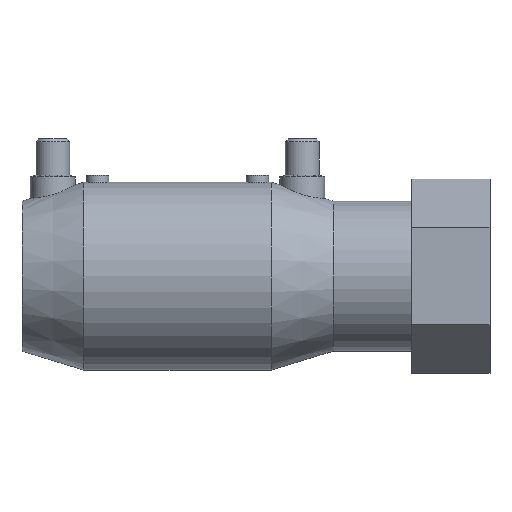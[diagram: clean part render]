
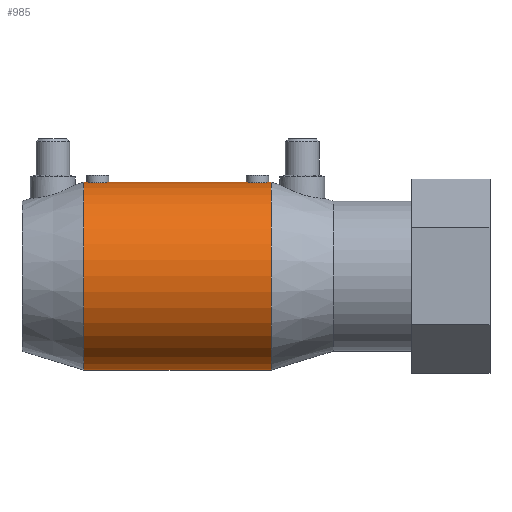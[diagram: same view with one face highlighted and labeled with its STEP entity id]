
A CAD part, top view. The second image highlights one B-rep face of the part: STEP entity #985.
In plain terms, the highlighted cylindrical face has radius 33.5 mm (diameter 67 mm), a partial arc.
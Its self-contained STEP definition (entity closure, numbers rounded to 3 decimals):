
#347 = VERTEX_POINT( '', #1009 );
#489 = EDGE_CURVE( '', #975, #535, #1171, .T. );
#535 = VERTEX_POINT( '', #1224 );
#667 = VERTEX_POINT( '', #1373 );
#687 = EDGE_CURVE( '', #975, #813, #1395, .T. );
#765 = EDGE_CURVE( '', #905, #347, #1481, .T. );
#793 = EDGE_CURVE( '', #667, #535, #1514, .T. );
#807 = EDGE_CURVE( '', #875, #873, #1529, .T. );
#813 = VERTEX_POINT( '', #1536 );
#867 = EDGE_CURVE( '', #347, #667, #1598, .T. );
#873 = VERTEX_POINT( '', #1605 );
#875 = VERTEX_POINT( '', #1607 );
#905 = VERTEX_POINT( '', #1640 );
#929 = EDGE_CURVE( '', #873, #905, #1665, .T. );
#955 = EDGE_CURVE( '', #813, #875, #1693, .T. );
#975 = VERTEX_POINT( '', #1714 );
#985 = ADVANCED_FACE( '', ( #1727 ), #1728, .T. );
#1009 = CARTESIAN_POINT( '', ( -24., 33.5, 0. ) );
#1171 = CIRCLE( '', #1949, 33.5 );
#1224 = CARTESIAN_POINT( '', ( -33., 33.5, 0. ) );
#1373 = CARTESIAN_POINT( '', ( -32., 33.5, 0. ) );
#1395 = LINE( '', #2374, #2375 );
#1481 = LINE( '', #2524, #2525 );
#1514 = LINE( '', #2571, #2572 );
#1529 = LINE( '', #2610, #2611 );
#1536 = CARTESIAN_POINT( '', ( 34., -33.5, 0. ) );
#1598 = B_SPLINE_CURVE_WITH_KNOTS( '', 3, ( #2697, #2698, #2699, #2700, #2701, #2702, #2703, #2704, #2705, #2706, #2707, #2708, #2709, #2710, #2711, #2712, #2713, #2714, #2715, #2716, #2717, #2718, #2719, #2720, #2721, #2722, #2723, #2724, #2725, #2726, #2727, #2728, #2729, #2730 ), .UNSPECIFIED., .F., .F., ( 4, 2, 2, 2, 2, 2, 2, 2, 2, 2, 2, 2, 2, 2, 2, 2, 4 ), ( 6.033, 6.787, 7.541, 8.296, 9.05, 9.804, 10.558, 11.312, 12.066, 12.82, 13.575, 14.329, 15.083, 15.837, 16.591, 17.345, 18.1 ), .UNSPECIFIED. );
#1605 = CARTESIAN_POINT( '', ( 33., 33.5, 0. ) );
#1607 = CARTESIAN_POINT( '', ( 34., 33.5, 0. ) );
#1640 = CARTESIAN_POINT( '', ( 25., 33.5, 0. ) );
#1665 = B_SPLINE_CURVE_WITH_KNOTS( '', 3, ( #2837, #2838, #2839, #2840, #2841, #2842, #2843, #2844, #2845, #2846, #2847, #2848, #2849, #2850, #2851, #2852, #2853, #2854, #2855, #2856, #2857, #2858, #2859, #2860, #2861, #2862, #2863, #2864, #2865, #2866, #2867, #2868, #2869, #2870 ), .UNSPECIFIED., .F., .F., ( 4, 2, 2, 2, 2, 2, 2, 2, 2, 2, 2, 2, 2, 2, 2, 2, 4 ), ( 6.033, 6.787, 7.541, 8.296, 9.05, 9.804, 10.558, 11.312, 12.066, 12.82, 13.575, 14.329, 15.083, 15.837, 16.591, 17.345, 18.1 ), .UNSPECIFIED. );
#1693 = CIRCLE( '', #2910, 33.5 );
#1714 = CARTESIAN_POINT( '', ( -33., -33.5, 0. ) );
#1727 = FACE_OUTER_BOUND( '', #2956, .T. );
#1728 = CYLINDRICAL_SURFACE( '', #2957, 33.5 );
#1949 = AXIS2_PLACEMENT_3D( '', #3183, #3184, #3185 );
#2374 = CARTESIAN_POINT( '', ( 0.5, -33.5, 0. ) );
#2375 = VECTOR( '', #3441, 1. );
#2524 = CARTESIAN_POINT( '', ( 0.5, 33.5, 0. ) );
#2525 = VECTOR( '', #3542, 1. );
#2571 = CARTESIAN_POINT( '', ( 0.5, 33.5, 0. ) );
#2572 = VECTOR( '', #3586, 1. );
#2610 = CARTESIAN_POINT( '', ( 0.5, 33.5, 0. ) );
#2611 = VECTOR( '', #3605, 1. );
#2697 = CARTESIAN_POINT( '', ( -24., 33.5, 0. ) );
#2698 = CARTESIAN_POINT( '', ( -24., 33.5, 0.251 ) );
#2699 = CARTESIAN_POINT( '', ( -24.024, 33.497, 0.511 ) );
#2700 = CARTESIAN_POINT( '', ( -24.125, 33.485, 1.028 ) );
#2701 = CARTESIAN_POINT( '', ( -24.203, 33.476, 1.285 ) );
#2702 = CARTESIAN_POINT( '', ( -24.407, 33.454, 1.778 ) );
#2703 = CARTESIAN_POINT( '', ( -24.534, 33.44, 2.014 ) );
#2704 = CARTESIAN_POINT( '', ( -24.828, 33.411, 2.451 ) );
#2705 = CARTESIAN_POINT( '', ( -24.994, 33.395, 2.651 ) );
#2706 = CARTESIAN_POINT( '', ( -25.349, 33.365, 3.006 ) );
#2707 = CARTESIAN_POINT( '', ( -25.549, 33.35, 3.172 ) );
#2708 = CARTESIAN_POINT( '', ( -25.986, 33.321, 3.466 ) );
#2709 = CARTESIAN_POINT( '', ( -26.222, 33.307, 3.593 ) );
#2710 = CARTESIAN_POINT( '', ( -26.715, 33.284, 3.797 ) );
#2711 = CARTESIAN_POINT( '', ( -26.972, 33.275, 3.875 ) );
#2712 = CARTESIAN_POINT( '', ( -27.489, 33.263, 3.976 ) );
#2713 = CARTESIAN_POINT( '', ( -27.749, 33.26, 4. ) );
#2714 = CARTESIAN_POINT( '', ( -28.251, 33.26, 4. ) );
#2715 = CARTESIAN_POINT( '', ( -28.511, 33.263, 3.976 ) );
#2716 = CARTESIAN_POINT( '', ( -29.028, 33.275, 3.875 ) );
#2717 = CARTESIAN_POINT( '', ( -29.285, 33.284, 3.797 ) );
#2718 = CARTESIAN_POINT( '', ( -29.778, 33.307, 3.593 ) );
#2719 = CARTESIAN_POINT( '', ( -30.014, 33.321, 3.466 ) );
#2720 = CARTESIAN_POINT( '', ( -30.451, 33.35, 3.172 ) );
#2721 = CARTESIAN_POINT( '', ( -30.651, 33.365, 3.006 ) );
#2722 = CARTESIAN_POINT( '', ( -31.006, 33.395, 2.651 ) );
#2723 = CARTESIAN_POINT( '', ( -31.172, 33.411, 2.451 ) );
#2724 = CARTESIAN_POINT( '', ( -31.466, 33.44, 2.014 ) );
#2725 = CARTESIAN_POINT( '', ( -31.593, 33.454, 1.778 ) );
#2726 = CARTESIAN_POINT( '', ( -31.797, 33.476, 1.285 ) );
#2727 = CARTESIAN_POINT( '', ( -31.875, 33.485, 1.028 ) );
#2728 = CARTESIAN_POINT( '', ( -31.976, 33.497, 0.511 ) );
#2729 = CARTESIAN_POINT( '', ( -32., 33.5, 0.251 ) );
#2730 = CARTESIAN_POINT( '', ( -32., 33.5, 0. ) );
#2837 = CARTESIAN_POINT( '', ( 33., 33.5, 0. ) );
#2838 = CARTESIAN_POINT( '', ( 33., 33.5, 0.251 ) );
#2839 = CARTESIAN_POINT( '', ( 32.976, 33.497, 0.511 ) );
#2840 = CARTESIAN_POINT( '', ( 32.875, 33.485, 1.028 ) );
#2841 = CARTESIAN_POINT( '', ( 32.797, 33.476, 1.285 ) );
#2842 = CARTESIAN_POINT( '', ( 32.593, 33.454, 1.778 ) );
#2843 = CARTESIAN_POINT( '', ( 32.466, 33.44, 2.014 ) );
#2844 = CARTESIAN_POINT( '', ( 32.172, 33.411, 2.451 ) );
#2845 = CARTESIAN_POINT( '', ( 32.006, 33.395, 2.651 ) );
#2846 = CARTESIAN_POINT( '', ( 31.651, 33.365, 3.006 ) );
#2847 = CARTESIAN_POINT( '', ( 31.451, 33.35, 3.172 ) );
#2848 = CARTESIAN_POINT( '', ( 31.014, 33.321, 3.466 ) );
#2849 = CARTESIAN_POINT( '', ( 30.778, 33.307, 3.593 ) );
#2850 = CARTESIAN_POINT( '', ( 30.285, 33.284, 3.797 ) );
#2851 = CARTESIAN_POINT( '', ( 30.028, 33.275, 3.875 ) );
#2852 = CARTESIAN_POINT( '', ( 29.511, 33.263, 3.976 ) );
#2853 = CARTESIAN_POINT( '', ( 29.251, 33.26, 4. ) );
#2854 = CARTESIAN_POINT( '', ( 28.749, 33.26, 4. ) );
#2855 = CARTESIAN_POINT( '', ( 28.489, 33.263, 3.976 ) );
#2856 = CARTESIAN_POINT( '', ( 27.972, 33.275, 3.875 ) );
#2857 = CARTESIAN_POINT( '', ( 27.715, 33.284, 3.797 ) );
#2858 = CARTESIAN_POINT( '', ( 27.222, 33.307, 3.593 ) );
#2859 = CARTESIAN_POINT( '', ( 26.986, 33.321, 3.466 ) );
#2860 = CARTESIAN_POINT( '', ( 26.549, 33.35, 3.172 ) );
#2861 = CARTESIAN_POINT( '', ( 26.349, 33.365, 3.006 ) );
#2862 = CARTESIAN_POINT( '', ( 25.994, 33.395, 2.651 ) );
#2863 = CARTESIAN_POINT( '', ( 25.828, 33.411, 2.451 ) );
#2864 = CARTESIAN_POINT( '', ( 25.534, 33.44, 2.014 ) );
#2865 = CARTESIAN_POINT( '', ( 25.407, 33.454, 1.778 ) );
#2866 = CARTESIAN_POINT( '', ( 25.203, 33.476, 1.285 ) );
#2867 = CARTESIAN_POINT( '', ( 25.125, 33.485, 1.028 ) );
#2868 = CARTESIAN_POINT( '', ( 25.024, 33.497, 0.511 ) );
#2869 = CARTESIAN_POINT( '', ( 25., 33.5, 0.251 ) );
#2870 = CARTESIAN_POINT( '', ( 25., 33.5, 0. ) );
#2910 = AXIS2_PLACEMENT_3D( '', #3783, #3784, #3785 );
#2956 = EDGE_LOOP( '', ( #3832, #3833, #3834, #3835, #3836, #3837, #3838, #3839 ) );
#2957 = AXIS2_PLACEMENT_3D( '', #3840, #3841, #3842 );
#3183 = CARTESIAN_POINT( '', ( -33., 0., 0. ) );
#3184 = DIRECTION( '', ( -1., 0., 0. ) );
#3185 = DIRECTION( '', ( 0., 1., 0. ) );
#3441 = DIRECTION( '', ( 1., 0., 0. ) );
#3542 = DIRECTION( '', ( -1., 0., 0. ) );
#3586 = DIRECTION( '', ( -1., 0., 0. ) );
#3605 = DIRECTION( '', ( -1., 0., 0. ) );
#3783 = CARTESIAN_POINT( '', ( 34., 0., 0. ) );
#3784 = DIRECTION( '', ( -1., 0., 0. ) );
#3785 = DIRECTION( '', ( 0., 1., 0. ) );
#3832 = ORIENTED_EDGE( '', *, *, #807, .T. );
#3833 = ORIENTED_EDGE( '', *, *, #929, .T. );
#3834 = ORIENTED_EDGE( '', *, *, #765, .T. );
#3835 = ORIENTED_EDGE( '', *, *, #867, .T. );
#3836 = ORIENTED_EDGE( '', *, *, #793, .T. );
#3837 = ORIENTED_EDGE( '', *, *, #489, .F. );
#3838 = ORIENTED_EDGE( '', *, *, #687, .T. );
#3839 = ORIENTED_EDGE( '', *, *, #955, .T. );
#3840 = CARTESIAN_POINT( '', ( 0.5, 0., 0. ) );
#3841 = DIRECTION( '', ( 1., 0., 0. ) );
#3842 = DIRECTION( '', ( 0., 1., 0. ) );
